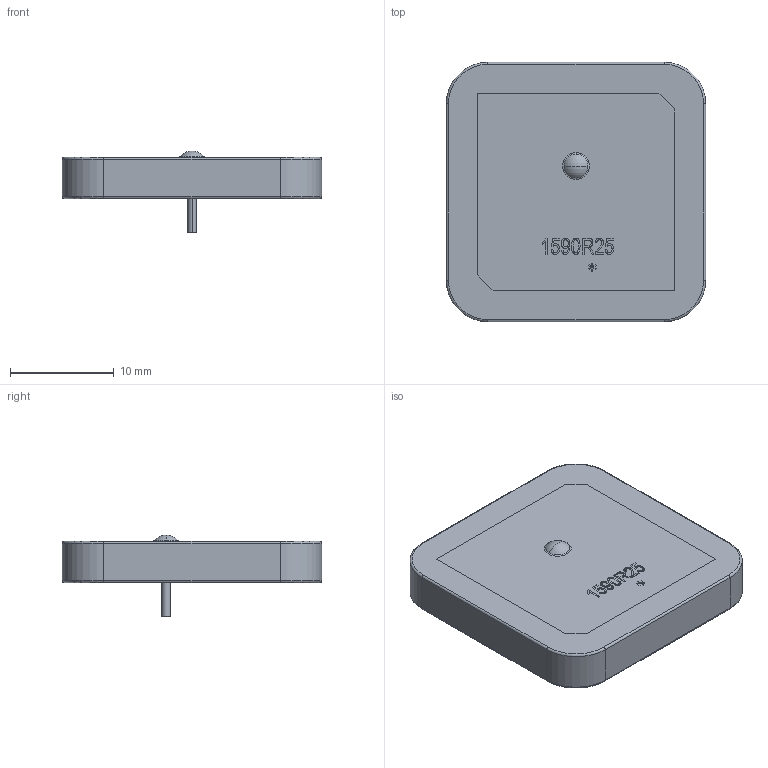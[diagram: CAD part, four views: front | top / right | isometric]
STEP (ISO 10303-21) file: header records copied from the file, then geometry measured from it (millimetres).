
FILE_DESCRIPTION(('FreeCAD Model'),'2;1');
FILE_NAME('APAE1590R2540AKDB1-T.step', '2016-09-29T16:14:38',('Author'),(''), 'Open CASCADE STEP processor 6.8','FreeCAD','Unknown');
FILE_SCHEMA(('AUTOMOTIVE_DESIGN_CC2 { 1 2 10303 214 -1 1 5 4 }'));
Length unit declared in the file: millimetre
Products named in the file (2): ASSEMBLY; APAE1590R2540AKDB1-T
Assembly tree (1 placements, depth 2):
  ASSEMBLY
    APAE1590R2540AKDB1-T
Bounding box: 25 x 25 x 7.9 mm (x, y, z)
Volume: 2445.9 mm3; surface area: 1594.1 mm2
Topology: 1 solids, 1 shells, 156 faces, 408 edges, 269 vertices
Faces by surface type: plane 74, bspline 54, cylinder 16, torus 10, sphere 2
Entity records: 20698 total; most frequent: CARTESIAN_POINT 12253, DIRECTION 1036, ORIENTED_EDGE 816, PCURVE 816, DEFINITIONAL_REPRESENTATION 816, LINE 718, VECTOR 718, B_SPLINE_CURVE_WITH_KNOTS 438
